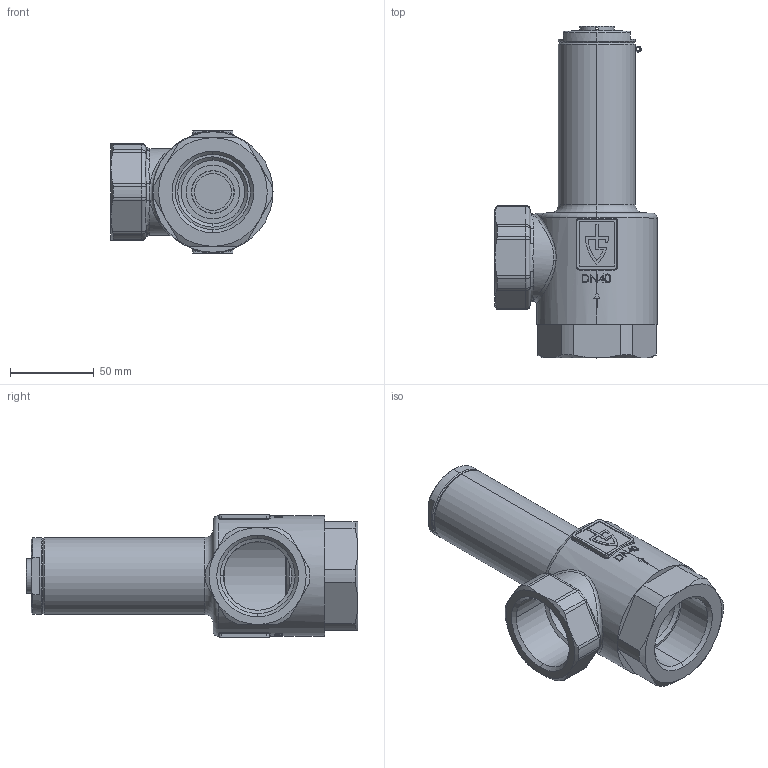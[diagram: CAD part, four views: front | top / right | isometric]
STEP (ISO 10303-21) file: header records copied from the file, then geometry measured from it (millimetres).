
FILE_DESCRIPTION (( 'STEP AP214' ), '1' );
FILE_NAME ('417 1 1_2 Dummy.STEP', '2011-08-11T07:36:39', ( 'Blankenhorn' ), ( '' ), 'SwSTEP 2.0', 'SolidWorks 2011', '' );
FILE_SCHEMA (( 'AUTOMOTIVE_DESIGN' ));
Length unit declared in the file: millimetre
Products named in the file (1): 417 1 1_2 Dummy
Bounding box: 97 x 198.5 x 73 mm (x, y, z)
Volume: 278538.7 mm3; surface area: 92567.5 mm2
Topology: 4 solids, 4 shells, 515 faces, 1286 edges, 808 vertices
Faces by surface type: plane 197, cylinder 146, bspline 73, cone 54, torus 45
Entity records: 26180 total; most frequent: CARTESIAN_POINT 8511, ORIENTED_EDGE 2572, DIRECTION 2402, EDGE_CURVE 1286, AXIS2_PLACEMENT_3D 919, VERTEX_POINT 808, LINE 564, VECTOR 564
